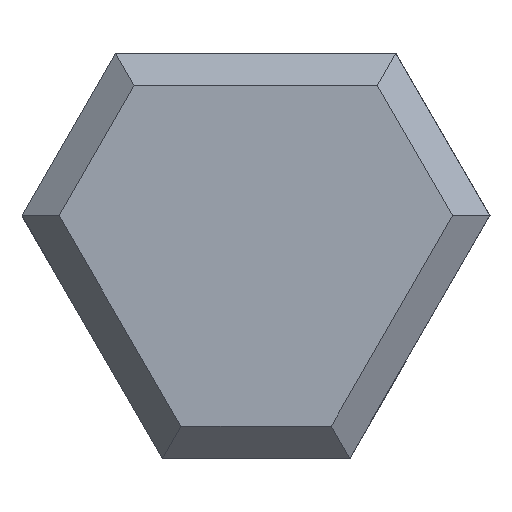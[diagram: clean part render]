
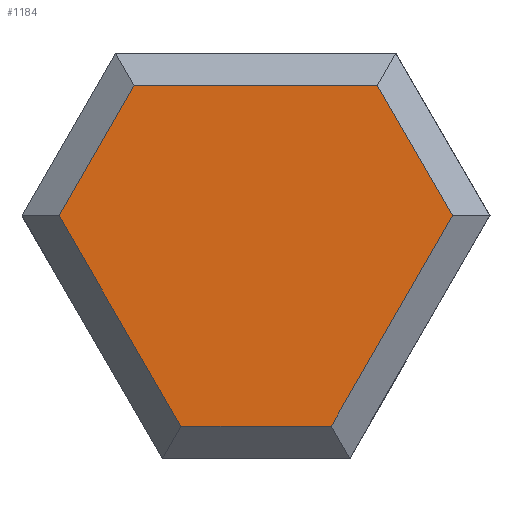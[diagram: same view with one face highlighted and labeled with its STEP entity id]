
A CAD part, front view. The second image highlights one B-rep face of the part: STEP entity #1184.
In plain terms, the highlighted planar face has unit normal (0, -1, 0).
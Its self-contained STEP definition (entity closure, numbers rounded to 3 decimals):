
#1129=CARTESIAN_POINT('',(32.184,5.593,11.101));
#1130=DIRECTION('',(0.,-1.,0.));
#1131=DIRECTION('',(-0.,0.,1.));
#1132=AXIS2_PLACEMENT_3D('',#1129,#1130,#1131);
#1133=PLANE('',#1132);
#1134=CARTESIAN_POINT('',(28.446,5.594,12.468));
#1135=VERTEX_POINT('',#1134);
#1136=CARTESIAN_POINT('',(26.176,5.595,12.466));
#1137=VERTEX_POINT('',#1136);
#1138=CARTESIAN_POINT('',(28.446,5.594,12.468));
#1139=DIRECTION('',(-1.,0.,-0.001));
#1140=VECTOR('',#1139,2.27);
#1141=LINE('',#1138,#1140);
#1142=EDGE_CURVE('',#1135,#1137,#1141,.T.);
#1143=ORIENTED_EDGE('',*,*,#1142,.T.);
#1144=CARTESIAN_POINT('',(25.476,5.595,11.249));
#1145=VERTEX_POINT('',#1144);
#1146=CARTESIAN_POINT('',(26.176,5.595,12.466));
#1147=DIRECTION('',(-0.499,0.,-0.867));
#1148=VECTOR('',#1147,1.404);
#1149=LINE('',#1146,#1148);
#1150=EDGE_CURVE('',#1137,#1145,#1149,.T.);
#1151=ORIENTED_EDGE('',*,*,#1150,.T.);
#1152=CARTESIAN_POINT('',(26.613,5.594,9.285));
#1153=VERTEX_POINT('',#1152);
#1154=CARTESIAN_POINT('',(25.476,5.595,11.249));
#1155=DIRECTION('',(0.501,0.,-0.865));
#1156=VECTOR('',#1155,2.27);
#1157=LINE('',#1154,#1156);
#1158=EDGE_CURVE('',#1145,#1153,#1157,.T.);
#1159=ORIENTED_EDGE('',*,*,#1158,.T.);
#1160=CARTESIAN_POINT('',(28.017,5.593,9.287));
#1161=VERTEX_POINT('',#1160);
#1162=CARTESIAN_POINT('',(26.613,5.594,9.285));
#1163=DIRECTION('',(1.,0.,0.002));
#1164=VECTOR('',#1163,1.404);
#1165=LINE('',#1162,#1164);
#1166=EDGE_CURVE('',#1153,#1161,#1165,.T.);
#1167=ORIENTED_EDGE('',*,*,#1166,.T.);
#1168=CARTESIAN_POINT('',(29.149,5.594,11.254));
#1169=VERTEX_POINT('',#1168);
#1170=CARTESIAN_POINT('',(28.017,5.593,9.287));
#1171=DIRECTION('',(0.499,0.,0.867));
#1172=VECTOR('',#1171,2.27);
#1173=LINE('',#1170,#1172);
#1174=EDGE_CURVE('',#1161,#1169,#1173,.T.);
#1175=ORIENTED_EDGE('',*,*,#1174,.T.);
#1176=CARTESIAN_POINT('',(29.149,5.594,11.254));
#1177=DIRECTION('',(-0.501,0.,0.865));
#1178=VECTOR('',#1177,1.404);
#1179=LINE('',#1176,#1178);
#1180=EDGE_CURVE('',#1169,#1135,#1179,.T.);
#1181=ORIENTED_EDGE('',*,*,#1180,.T.);
#1182=EDGE_LOOP('',(#1143,#1151,#1159,#1167,#1175,#1181));
#1183=FACE_BOUND('',#1182,.T.);
#1184=ADVANCED_FACE('',(#1183),#1133,.T.);
